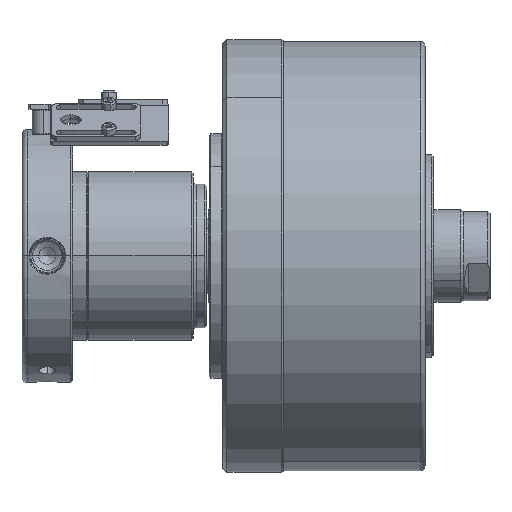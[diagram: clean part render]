
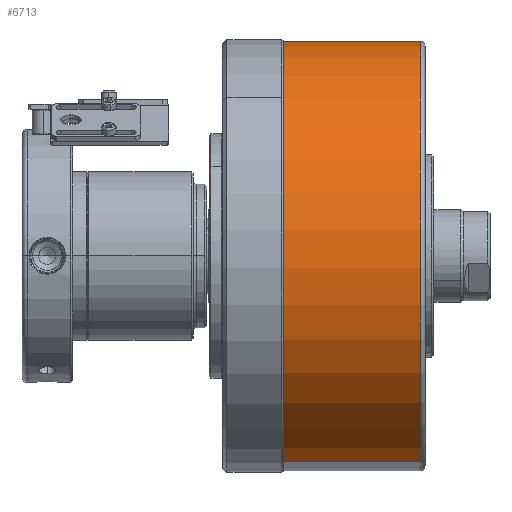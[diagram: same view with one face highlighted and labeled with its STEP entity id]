
A CAD part, top view. The second image highlights one B-rep face of the part: STEP entity #6713.
In plain terms, the highlighted cylindrical face has radius 127.5 mm (diameter 255 mm), a partial arc.
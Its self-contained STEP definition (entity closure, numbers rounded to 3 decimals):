
#291 = AXIS2_PLACEMENT_3D ( 'NONE', #14610, #5045, #16228 ) ;
#464 = EDGE_LOOP ( 'NONE', ( #17218, #8879, #14597, #14033 ) ) ;
#533 = AXIS2_PLACEMENT_3D ( 'NONE', #15251, #11214, #1583 ) ;
#672 = DIRECTION ( 'NONE',  ( 0., 0., 1. ) ) ;
#945 = LINE ( 'NONE', #19980, #9499 ) ;
#1228 = CARTESIAN_POINT ( 'NONE',  ( 10., 0., -127.5 ) ) ;
#1583 = DIRECTION ( 'NONE',  ( 0., 0., 1. ) ) ;
#1682 = FACE_OUTER_BOUND ( 'NONE', #464, .T. ) ;
#2515 = EDGE_CURVE ( 'NONE', #5126, #15024, #945, .T. ) ;
#3653 = AXIS2_PLACEMENT_3D ( 'NONE', #16679, #10308, #672 ) ;
#3706 = VERTEX_POINT ( 'NONE', #4035 ) ;
#4035 = CARTESIAN_POINT ( 'NONE',  ( 91., 0., -127.5 ) ) ;
#5045 = DIRECTION ( 'NONE',  ( -1., 0., 0. ) ) ;
#5126 = VERTEX_POINT ( 'NONE', #19305 ) ;
#6713 = ADVANCED_FACE ( 'NONE', ( #1682 ), #17756, .T. ) ;
#6741 = CARTESIAN_POINT ( 'NONE',  ( 10., 0., 127.5 ) ) ;
#6897 = VECTOR ( 'NONE', #18309, 1000. ) ;
#7916 = EDGE_CURVE ( 'NONE', #5126, #3706, #17225, .T. ) ;
#8879 = ORIENTED_EDGE ( 'NONE', *, *, #16922, .T. ) ;
#9141 = CIRCLE ( 'NONE', #291, 127.5 ) ;
#9342 = VERTEX_POINT ( 'NONE', #1228 ) ;
#9499 = VECTOR ( 'NONE', #10368, 1000. ) ;
#9504 = EDGE_CURVE ( 'NONE', #15024, #9342, #9141, .T. ) ;
#10308 = DIRECTION ( 'NONE',  ( -1., 0., 0. ) ) ;
#10368 = DIRECTION ( 'NONE',  ( -1., 0., 0. ) ) ;
#11214 = DIRECTION ( 'NONE',  ( -1., 0., 0. ) ) ;
#14033 = ORIENTED_EDGE ( 'NONE', *, *, #2515, .F. ) ;
#14597 = ORIENTED_EDGE ( 'NONE', *, *, #9504, .F. ) ;
#14610 = CARTESIAN_POINT ( 'NONE',  ( 10., 0., 0. ) ) ;
#15024 = VERTEX_POINT ( 'NONE', #6741 ) ;
#15251 = CARTESIAN_POINT ( 'NONE',  ( 91., 0., 0. ) ) ;
#16228 = DIRECTION ( 'NONE',  ( 0., 0., 1. ) ) ;
#16679 = CARTESIAN_POINT ( 'NONE',  ( 0., 0., 0. ) ) ;
#16755 = CARTESIAN_POINT ( 'NONE',  ( 0., 0., -127.5 ) ) ;
#16922 = EDGE_CURVE ( 'NONE', #3706, #9342, #20194, .T. ) ;
#17218 = ORIENTED_EDGE ( 'NONE', *, *, #7916, .T. ) ;
#17225 = CIRCLE ( 'NONE', #533, 127.5 ) ;
#17756 = CYLINDRICAL_SURFACE ( 'NONE', #3653, 127.5 ) ;
#18309 = DIRECTION ( 'NONE',  ( -1., 0., 0. ) ) ;
#19305 = CARTESIAN_POINT ( 'NONE',  ( 91., 0., 127.5 ) ) ;
#19980 = CARTESIAN_POINT ( 'NONE',  ( 0., 0., 127.5 ) ) ;
#20194 = LINE ( 'NONE', #16755, #6897 ) ;
